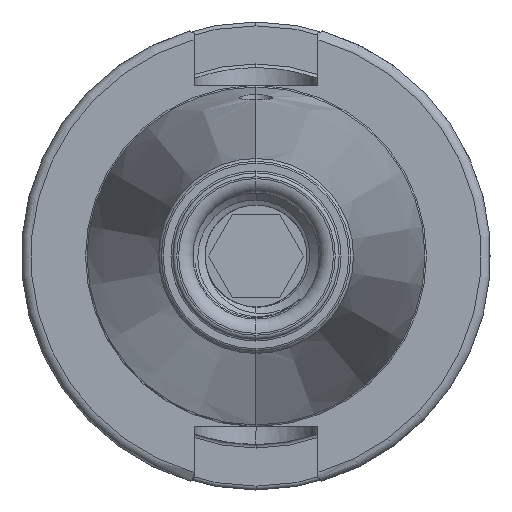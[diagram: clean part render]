
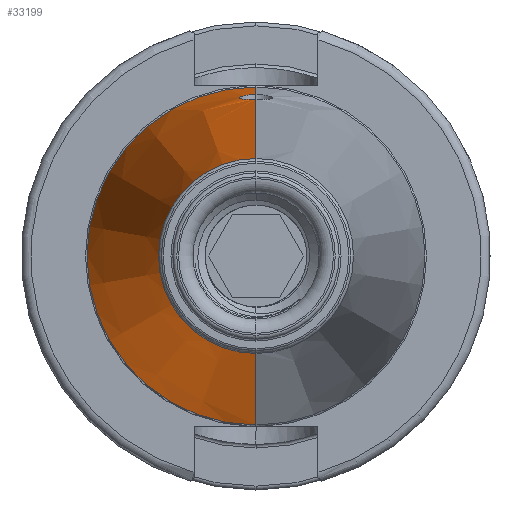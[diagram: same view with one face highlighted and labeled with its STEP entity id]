
A CAD part, left-side view. The second image highlights one B-rep face of the part: STEP entity #33199.
In plain terms, the highlighted conical face has half-angle 8.297 degrees and reference radius 35.027 mm.
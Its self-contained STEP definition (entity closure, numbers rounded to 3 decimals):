
#5037 = CARTESIAN_POINT ( 'NONE',  ( -110.123, 0., -20.207 ) ) ;
#5040 = CARTESIAN_POINT ( 'NONE',  ( -110.123, 0., 20.207 ) ) ;
#5045 = CARTESIAN_POINT ( 'NONE',  ( -8.5, 0., -35.027 ) ) ;
#5066 = CARTESIAN_POINT ( 'NONE',  ( -8.5, 0., 35.027 ) ) ;
#7190 = CARTESIAN_POINT ( 'NONE',  ( -19.2, 0., 33.467 ) ) ;
#7209 = CARTESIAN_POINT ( 'NONE',  ( -26.2, 0., 32.446 ) ) ;
#7447 = CIRCLE ( 'NONE', #18807, 35.027 ) ;
#7491 = CIRCLE ( 'NONE', #18814, 20.207 ) ;
#8583 = DIRECTION ( 'NONE',  ( 0., 0., 1. ) ) ;
#8620 = CARTESIAN_POINT ( 'NONE',  ( -110.123, 0., 0. ) ) ;
#8622 = DIRECTION ( 'NONE',  ( -1., 0., 0. ) ) ;
#11858 = DIRECTION ( 'NONE',  ( -1., 0., 0. ) ) ;
#11867 = DIRECTION ( 'NONE',  ( 0., 0., 1. ) ) ;
#11868 = CARTESIAN_POINT ( 'NONE',  ( -8.5, 0., 0. ) ) ;
#18807 = AXIS2_PLACEMENT_3D ( 'NONE', #11868, #11858, #11867 ) ;
#18814 = AXIS2_PLACEMENT_3D ( 'NONE', #8620, #8622, #8583 ) ;
#21325 = ORIENTED_EDGE ( 'NONE', *, *, #35879, .F. ) ;
#21337 = ORIENTED_EDGE ( 'NONE', *, *, #36439, .T. ) ;
#23306 = CARTESIAN_POINT ( 'NONE',  ( -8.5, 0., 35.027 ) ) ;
#23337 = DIRECTION ( 'NONE',  ( 0.99, 0., 0.144 ) ) ;
#23817 = B_SPLINE_CURVE_WITH_KNOTS ( 'NONE', 3,
 ( #27117, #27127, #27133, #27087, #27093, #27158, #27172, #27167, #27166, #27144, #27146, #27154, #27165, #27155, #27189, #27156, #27153, #27150, #27180, #27135, #27170, #27141, #27152, #27171, #27162, #27183, #27168, #27136, #27142, #27161, #27157, #27186 ),
 .UNSPECIFIED., .F., .F.,
 ( 4, 2, 2, 2, 2, 2, 2, 2, 2, 2, 2, 2, 2, 2, 2, 4 ),
 ( 0.008, 0.009, 0.01, 0.01, 0.011, 0.012, 0.013, 0.014, 0.015, 0.015, 0.016, 0.017, 0.017, 0.018, 0.019, 0.019 ),
 .UNSPECIFIED. ) ;
#26796 = CARTESIAN_POINT ( 'NONE',  ( -8.5, 0., -35.027 ) ) ;
#26805 = DIRECTION ( 'NONE',  ( 0.99, 0., -0.144 ) ) ;
#26900 = DIRECTION ( 'NONE',  ( 0.99, 0., 0.144 ) ) ;
#26947 = CARTESIAN_POINT ( 'NONE',  ( -8.5, 0., 35.027 ) ) ;
#27087 = CARTESIAN_POINT ( 'NONE',  ( -19.313, 0.911, 33.439 ) ) ;
#27093 = CARTESIAN_POINT ( 'NONE',  ( -19.381, 1.134, 33.422 ) ) ;
#27117 = CARTESIAN_POINT ( 'NONE',  ( -19.2, 0., 33.467 ) ) ;
#27127 = CARTESIAN_POINT ( 'NONE',  ( -19.2, 0.233, 33.467 ) ) ;
#27133 = CARTESIAN_POINT ( 'NONE',  ( -19.223, 0.461, 33.461 ) ) ;
#27135 = CARTESIAN_POINT ( 'NONE',  ( -24.232, 3.155, 32.58 ) ) ;
#27136 = CARTESIAN_POINT ( 'NONE',  ( -26.019, 1.134, 32.453 ) ) ;
#27141 = CARTESIAN_POINT ( 'NONE',  ( -24.82, 2.794, 32.528 ) ) ;
#27142 = CARTESIAN_POINT ( 'NONE',  ( -26.086, 0.914, 32.45 ) ) ;
#27144 = CARTESIAN_POINT ( 'NONE',  ( -20.549, 2.798, 33.154 ) ) ;
#27146 = CARTESIAN_POINT ( 'NONE',  ( -20.936, 3.057, 33.073 ) ) ;
#27150 = CARTESIAN_POINT ( 'NONE',  ( -23.588, 3.393, 32.651 ) ) ;
#27152 = CARTESIAN_POINT ( 'NONE',  ( -24.999, 2.65, 32.514 ) ) ;
#27153 = CARTESIAN_POINT ( 'NONE',  ( -23.14, 3.48, 32.708 ) ) ;
#27154 = CARTESIAN_POINT ( 'NONE',  ( -21.562, 3.318, 32.956 ) ) ;
#27155 = CARTESIAN_POINT ( 'NONE',  ( -22.229, 3.476, 32.842 ) ) ;
#27156 = CARTESIAN_POINT ( 'NONE',  ( -22.909, 3.501, 32.739 ) ) ;
#27157 = CARTESIAN_POINT ( 'NONE',  ( -26.2, 0.23, 32.446 ) ) ;
#27158 = CARTESIAN_POINT ( 'NONE',  ( -19.558, 1.558, 33.379 ) ) ;
#27161 = CARTESIAN_POINT ( 'NONE',  ( -26.177, 0.463, 32.447 ) ) ;
#27162 = CARTESIAN_POINT ( 'NONE',  ( -25.475, 2.146, 32.481 ) ) ;
#27165 = CARTESIAN_POINT ( 'NONE',  ( -21.782, 3.385, 32.917 ) ) ;
#27166 = CARTESIAN_POINT ( 'NONE',  ( -20.067, 2.318, 33.26 ) ) ;
#27167 = CARTESIAN_POINT ( 'NONE',  ( -19.92, 2.139, 33.294 ) ) ;
#27168 = CARTESIAN_POINT ( 'NONE',  ( -25.842, 1.559, 32.461 ) ) ;
#27170 = CARTESIAN_POINT ( 'NONE',  ( -24.438, 3.047, 32.561 ) ) ;
#27171 = CARTESIAN_POINT ( 'NONE',  ( -25.328, 2.323, 32.49 ) ) ;
#27172 = CARTESIAN_POINT ( 'NONE',  ( -19.665, 1.759, 33.353 ) ) ;
#27180 = CARTESIAN_POINT ( 'NONE',  ( -23.807, 3.328, 32.626 ) ) ;
#27183 = CARTESIAN_POINT ( 'NONE',  ( -25.731, 1.765, 32.467 ) ) ;
#27186 = CARTESIAN_POINT ( 'NONE',  ( -26.2, 0., 32.446 ) ) ;
#27189 = CARTESIAN_POINT ( 'NONE',  ( -22.454, 3.499, 32.806 ) ) ;
#31343 = AXIS2_PLACEMENT_3D ( 'NONE', #32155, #32162, #32181 ) ;
#32155 = CARTESIAN_POINT ( 'NONE',  ( -8.5, 0., 0. ) ) ;
#32162 = DIRECTION ( 'NONE',  ( 1., 0., 0. ) ) ;
#32181 = DIRECTION ( 'NONE',  ( 0., 0., -1. ) ) ;
#33199 = ADVANCED_FACE ( 'NONE', ( #39663 ), #39659, .T. ) ;
#34649 = ORIENTED_EDGE ( 'NONE', *, *, #36482, .F. ) ;
#34683 = ORIENTED_EDGE ( 'NONE', *, *, #35903, .F. ) ;
#34686 = ORIENTED_EDGE ( 'NONE', *, *, #35937, .T. ) ;
#34700 = ORIENTED_EDGE ( 'NONE', *, *, #35923, .T. ) ;
#34931 = VECTOR ( 'NONE', #26805, 1000. ) ;
#34944 = LINE ( 'NONE', #26796, #34931 ) ;
#34971 = LINE ( 'NONE', #26947, #34977 ) ;
#34977 = VECTOR ( 'NONE', #26900, 1000. ) ;
#34990 = VECTOR ( 'NONE', #23337, 1000. ) ;
#35002 = LINE ( 'NONE', #23306, #34990 ) ;
#35879 = EDGE_CURVE ( 'NONE', #38452, #38438, #23817, .T. ) ;
#35903 = EDGE_CURVE ( 'NONE', #38571, #38575, #34944, .T. ) ;
#35923 = EDGE_CURVE ( 'NONE', #38452, #38626, #34971, .T. ) ;
#35937 = EDGE_CURVE ( 'NONE', #38614, #38438, #35002, .T. ) ;
#36439 = EDGE_CURVE ( 'NONE', #38626, #38575, #7447, .T. ) ;
#36482 = EDGE_CURVE ( 'NONE', #38614, #38571, #7491, .T. ) ;
#38438 = VERTEX_POINT ( 'NONE', #7209 ) ;
#38452 = VERTEX_POINT ( 'NONE', #7190 ) ;
#38571 = VERTEX_POINT ( 'NONE', #5037 ) ;
#38575 = VERTEX_POINT ( 'NONE', #5045 ) ;
#38614 = VERTEX_POINT ( 'NONE', #5040 ) ;
#38626 = VERTEX_POINT ( 'NONE', #5066 ) ;
#39295 = EDGE_LOOP ( 'NONE', ( #34649, #34686, #21325, #34700, #21337, #34683 ) ) ;
#39659 = CONICAL_SURFACE ( 'NONE', #31343, 35.027, 0.145 ) ;
#39663 = FACE_OUTER_BOUND ( 'NONE', #39295, .T. ) ;
